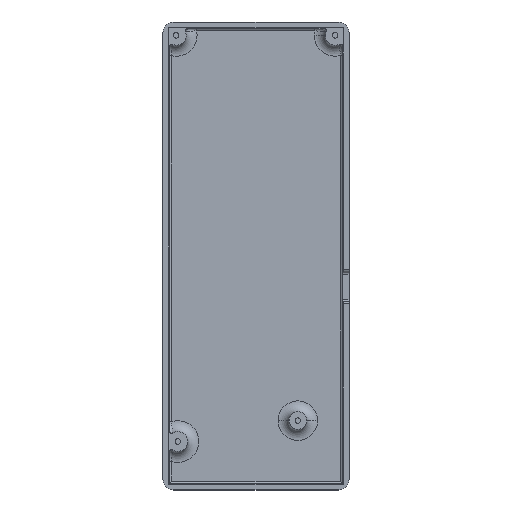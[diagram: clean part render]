
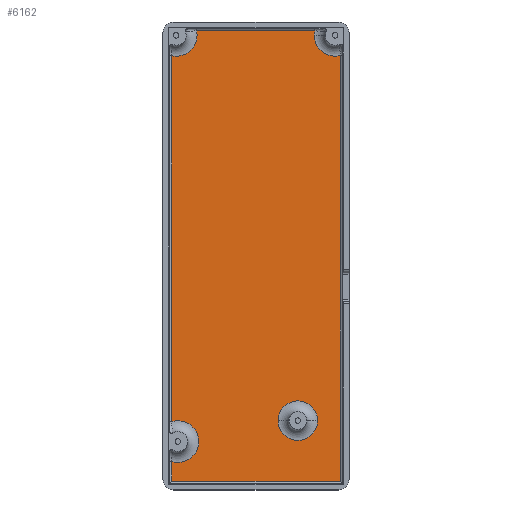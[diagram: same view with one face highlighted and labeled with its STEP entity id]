
A CAD part, top view. The second image highlights one B-rep face of the part: STEP entity #6162.
In plain terms, the highlighted planar face has unit normal (0, 0, 1).
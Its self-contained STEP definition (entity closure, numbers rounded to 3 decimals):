
#28 = CARTESIAN_POINT ( 'NONE',  ( -27.044, 102.5, -20. ) ) ;
#206 = DIRECTION ( 'NONE',  ( 0., 0., -1. ) ) ;
#229 = AXIS2_PLACEMENT_3D ( 'NONE', #31355, #9469, #19224 ) ;
#248 = ORIENTED_EDGE ( 'NONE', *, *, #5133, .T. ) ;
#291 = EDGE_CURVE ( 'NONE', #18037, #27453, #26582, .T. ) ;
#347 = DIRECTION ( 'NONE',  ( -1., 0., 0. ) ) ;
#513 = AXIS2_PLACEMENT_3D ( 'NONE', #24147, #2118, #347 ) ;
#543 = LINE ( 'NONE', #20351, #3518 ) ;
#1024 = VERTEX_POINT ( 'NONE', #20085 ) ;
#1186 = EDGE_CURVE ( 'NONE', #1024, #25009, #31376, .T. ) ;
#1599 = CARTESIAN_POINT ( 'NONE',  ( -38.375, -93.528, -20. ) ) ;
#1631 = EDGE_CURVE ( 'NONE', #29683, #2953, #4527, .T. ) ;
#2118 = DIRECTION ( 'NONE',  ( 0., 0., -1. ) ) ;
#2351 = CARTESIAN_POINT ( 'NONE',  ( -38.375, 91.181, -20. ) ) ;
#2353 = CARTESIAN_POINT ( 'NONE',  ( 36.068, 100.457, -20. ) ) ;
#2953 = VERTEX_POINT ( 'NONE', #30237 ) ;
#2985 = EDGE_CURVE ( 'NONE', #20510, #29110, #543, .T. ) ;
#3338 = AXIS2_PLACEMENT_3D ( 'NONE', #21618, #21003, #26085 ) ;
#3518 = VECTOR ( 'NONE', #13164, 1000. ) ;
#3875 = CIRCLE ( 'NONE', #8980, 9.5 ) ;
#4194 = CARTESIAN_POINT ( 'NONE',  ( 19.05, -74.93, -20. ) ) ;
#4292 = EDGE_CURVE ( 'NONE', #7427, #20510, #7646, .T. ) ;
#4527 = CIRCLE ( 'NONE', #15237, 9. ) ;
#5133 = EDGE_CURVE ( 'NONE', #27453, #1024, #15045, .T. ) ;
#6076 = EDGE_LOOP ( 'NONE', ( #6803, #18077, #20439, #11117, #16342, #19962, #19645, #248, #29142 ) ) ;
#6162 = ADVANCED_FACE ( 'NONE', ( #8847, #16507 ), #11870, .F. ) ;
#6803 = ORIENTED_EDGE ( 'NONE', *, *, #22070, .T. ) ;
#6812 = CARTESIAN_POINT ( 'NONE',  ( 26.79, 102.5, -20. ) ) ;
#6963 = VERTEX_POINT ( 'NONE', #2351 ) ;
#7021 = AXIS2_PLACEMENT_3D ( 'NONE', #17908, #10870, #28104 ) ;
#7270 = CARTESIAN_POINT ( 'NONE',  ( -38.375, -103.5, -20. ) ) ;
#7351 = ORIENTED_EDGE ( 'NONE', *, *, #13534, .T. ) ;
#7427 = VERTEX_POINT ( 'NONE', #25150 ) ;
#7545 = CARTESIAN_POINT ( 'NONE',  ( 39.375, -102.5, -20. ) ) ;
#7646 = CIRCLE ( 'NONE', #513, 9.5 ) ;
#8847 = FACE_BOUND ( 'NONE', #12551, .T. ) ;
#8979 = DIRECTION ( 'NONE',  ( -1., 0., 0. ) ) ;
#8980 = AXIS2_PLACEMENT_3D ( 'NONE', #12194, #206, #17301 ) ;
#9469 = DIRECTION ( 'NONE',  ( 0., 0., -1. ) ) ;
#9714 = DIRECTION ( 'NONE',  ( -1., 0., 0. ) ) ;
#10097 = DIRECTION ( 'NONE',  ( 1., 0., 0. ) ) ;
#10870 = DIRECTION ( 'NONE',  ( 0., 0., -1. ) ) ;
#11117 = ORIENTED_EDGE ( 'NONE', *, *, #27572, .T. ) ;
#11870 = PLANE ( 'NONE',  #229 ) ;
#12194 = CARTESIAN_POINT ( 'NONE',  ( -35.56, -84.455, -20. ) ) ;
#12551 = EDGE_LOOP ( 'NONE', ( #7351, #24911 ) ) ;
#13164 = DIRECTION ( 'NONE',  ( -1., 0., 0. ) ) ;
#13402 = LINE ( 'NONE', #20487, #16540 ) ;
#13534 = EDGE_CURVE ( 'NONE', #2953, #29683, #26784, .T. ) ;
#13991 = AXIS2_PLACEMENT_3D ( 'NONE', #2353, #16586, #9714 ) ;
#15045 = LINE ( 'NONE', #7545, #20257 ) ;
#15237 = AXIS2_PLACEMENT_3D ( 'NONE', #4194, #19357, #8979 ) ;
#15673 = VECTOR ( 'NONE', #26737, 1000. ) ;
#16342 = ORIENTED_EDGE ( 'NONE', *, *, #21478, .T. ) ;
#16507 = FACE_OUTER_BOUND ( 'NONE', #6076, .T. ) ;
#16540 = VECTOR ( 'NONE', #27970, 1000. ) ;
#16586 = DIRECTION ( 'NONE',  ( 0., 0., -1. ) ) ;
#16996 = DIRECTION ( 'NONE',  ( 0., 1., 0. ) ) ;
#17301 = DIRECTION ( 'NONE',  ( -1., 0., 0. ) ) ;
#17908 = CARTESIAN_POINT ( 'NONE',  ( -36.322, 100.457, -20. ) ) ;
#18037 = VERTEX_POINT ( 'NONE', #1599 ) ;
#18077 = ORIENTED_EDGE ( 'NONE', *, *, #4292, .T. ) ;
#18724 = CARTESIAN_POINT ( 'NONE',  ( -38.375, -75.382, -20. ) ) ;
#19224 = DIRECTION ( 'NONE',  ( -1., 0., 0. ) ) ;
#19233 = CARTESIAN_POINT ( 'NONE',  ( 38.375, 91.241, -20. ) ) ;
#19357 = DIRECTION ( 'NONE',  ( 0., 0., -1. ) ) ;
#19645 = ORIENTED_EDGE ( 'NONE', *, *, #291, .T. ) ;
#19962 = ORIENTED_EDGE ( 'NONE', *, *, #22449, .T. ) ;
#20085 = CARTESIAN_POINT ( 'NONE',  ( 38.375, -102.5, -20. ) ) ;
#20257 = VECTOR ( 'NONE', #10097, 1000. ) ;
#20351 = CARTESIAN_POINT ( 'NONE',  ( -27.323, 102.5, -20. ) ) ;
#20439 = ORIENTED_EDGE ( 'NONE', *, *, #2985, .T. ) ;
#20487 = CARTESIAN_POINT ( 'NONE',  ( -38.375, -75.755, -20. ) ) ;
#20510 = VERTEX_POINT ( 'NONE', #6812 ) ;
#21003 = DIRECTION ( 'NONE',  ( 0., 0., -1. ) ) ;
#21478 = EDGE_CURVE ( 'NONE', #6963, #22727, #13402, .T. ) ;
#21618 = CARTESIAN_POINT ( 'NONE',  ( 19.05, -74.93, -20. ) ) ;
#22070 = EDGE_CURVE ( 'NONE', #25009, #7427, #27739, .T. ) ;
#22217 = CARTESIAN_POINT ( 'NONE',  ( -38.375, -102.5, -20. ) ) ;
#22449 = EDGE_CURVE ( 'NONE', #22727, #18037, #3875, .T. ) ;
#22727 = VERTEX_POINT ( 'NONE', #18724 ) ;
#24147 = CARTESIAN_POINT ( 'NONE',  ( 36.068, 100.457, -20. ) ) ;
#24354 = CIRCLE ( 'NONE', #7021, 9.5 ) ;
#24911 = ORIENTED_EDGE ( 'NONE', *, *, #1631, .T. ) ;
#25009 = VERTEX_POINT ( 'NONE', #19233 ) ;
#25150 = CARTESIAN_POINT ( 'NONE',  ( 26.568, 100.457, -20. ) ) ;
#26085 = DIRECTION ( 'NONE',  ( -1., 0., 0. ) ) ;
#26263 = CARTESIAN_POINT ( 'NONE',  ( 38.375, 91.551, -20. ) ) ;
#26582 = LINE ( 'NONE', #7270, #15673 ) ;
#26737 = DIRECTION ( 'NONE',  ( 0., -1., 0. ) ) ;
#26784 = CIRCLE ( 'NONE', #3338, 9. ) ;
#27453 = VERTEX_POINT ( 'NONE', #22217 ) ;
#27572 = EDGE_CURVE ( 'NONE', #29110, #6963, #24354, .T. ) ;
#27739 = CIRCLE ( 'NONE', #13991, 9.5 ) ;
#27970 = DIRECTION ( 'NONE',  ( 0., -1., 0. ) ) ;
#28104 = DIRECTION ( 'NONE',  ( -1., 0., 0. ) ) ;
#29110 = VERTEX_POINT ( 'NONE', #28 ) ;
#29142 = ORIENTED_EDGE ( 'NONE', *, *, #1186, .T. ) ;
#29683 = VERTEX_POINT ( 'NONE', #29846 ) ;
#29846 = CARTESIAN_POINT ( 'NONE',  ( 28.05, -74.93, -20. ) ) ;
#30237 = CARTESIAN_POINT ( 'NONE',  ( 10.05, -74.93, -20. ) ) ;
#31255 = VECTOR ( 'NONE', #16996, 1000. ) ;
#31355 = CARTESIAN_POINT ( 'NONE',  ( 0., 0., -20. ) ) ;
#31376 = LINE ( 'NONE', #26263, #31255 ) ;
